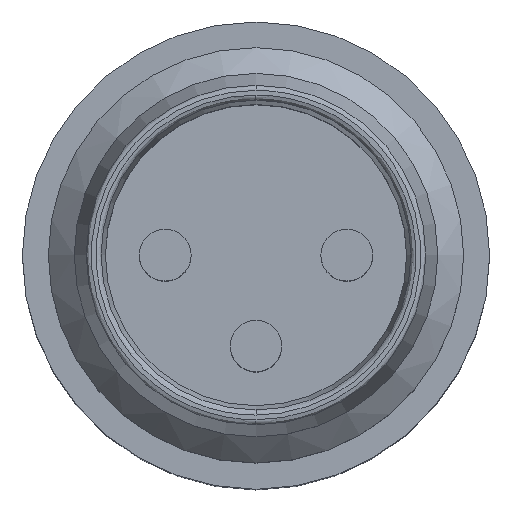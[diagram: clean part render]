
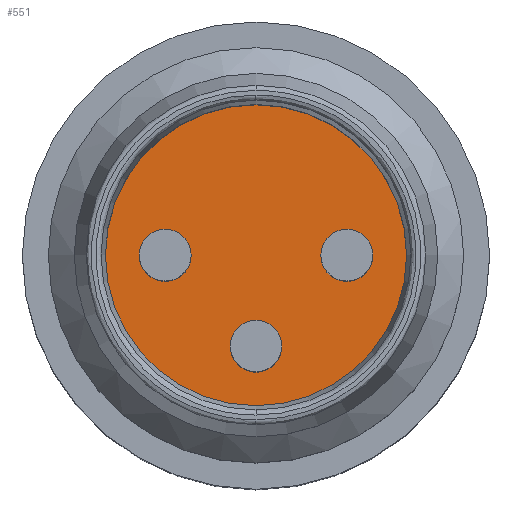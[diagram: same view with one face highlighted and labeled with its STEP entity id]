
A CAD part, top view. The second image highlights one B-rep face of the part: STEP entity #551.
In plain terms, the highlighted planar face has unit normal (0, 0, 1).
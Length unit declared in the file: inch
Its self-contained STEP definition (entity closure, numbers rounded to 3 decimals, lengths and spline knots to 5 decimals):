
#67 = DIRECTION ( 'NONE',  ( 0., 0., 1. ) ) ;
#284 = EDGE_LOOP ( 'NONE', ( #1434 ) ) ;
#456 = CARTESIAN_POINT ( 'NONE',  ( -0.11417, 0., 1.26378 ) ) ;
#524 = FACE_OUTER_BOUND ( 'NONE', #284, .T. ) ;
#551 = ADVANCED_FACE ( 'NONE', ( #524 ), #1991, .T. ) ;
#582 = CIRCLE ( 'NONE', #1437, 0.11417 ) ;
#651 = CARTESIAN_POINT ( 'NONE',  ( 0., 0., 1.26378 ) ) ;
#665 = VERTEX_POINT ( 'NONE', #456 ) ;
#684 = DIRECTION ( 'NONE',  ( 0., 0., 1. ) ) ;
#1063 = DIRECTION ( 'NONE',  ( 1., 0., 0. ) ) ;
#1081 = CARTESIAN_POINT ( 'NONE',  ( 0.11554, -0.11554, 1.26378 ) ) ;
#1434 = ORIENTED_EDGE ( 'NONE', *, *, #1747, .T. ) ;
#1437 = AXIS2_PLACEMENT_3D ( 'NONE', #651, #67, #2147 ) ;
#1747 = EDGE_CURVE ( 'NONE', #665, #665, #582, .T. ) ;
#1991 = PLANE ( 'NONE',  #2319 ) ;
#2147 = DIRECTION ( 'NONE',  ( -1., 0., 0. ) ) ;
#2319 = AXIS2_PLACEMENT_3D ( 'NONE', #1081, #684, #1063 ) ;
